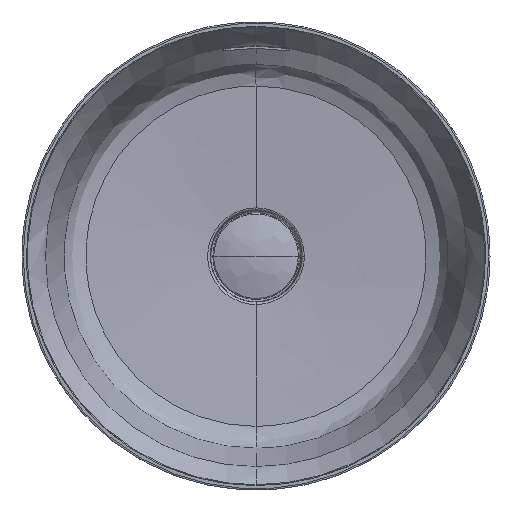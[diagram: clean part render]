
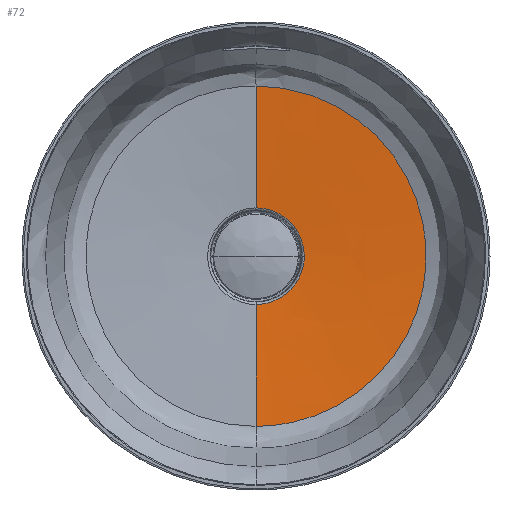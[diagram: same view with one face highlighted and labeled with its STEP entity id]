
A CAD part, top view. The second image highlights one B-rep face of the part: STEP entity #72.
In plain terms, the highlighted free-form (B-spline) face has degree [1, 2] with [2, 9] control points.
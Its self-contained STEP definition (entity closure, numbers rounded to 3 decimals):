
#72=ADVANCED_FACE('',(#150),#1181,.T.);
#150=FACE_OUTER_BOUND('',#232,.T.);
#232=EDGE_LOOP('',(#487,#488,#489,#490,#491,#492));
#487=ORIENTED_EDGE('',*,*,#756,.F.);
#488=ORIENTED_EDGE('',*,*,#755,.F.);
#489=ORIENTED_EDGE('',*,*,#758,.T.);
#490=ORIENTED_EDGE('',*,*,#761,.F.);
#491=ORIENTED_EDGE('',*,*,#760,.T.);
#492=ORIENTED_EDGE('',*,*,#762,.F.);
#755=EDGE_CURVE('',#1090,#1094,#986,.T.);
#756=EDGE_CURVE('',#1094,#1093,#987,.T.);
#758=EDGE_CURVE('',#1090,#1095,#886,.T.);
#760=EDGE_CURVE('',#1096,#1089,#887,.T.);
#761=EDGE_CURVE('',#1096,#1095,#990,.T.);
#762=EDGE_CURVE('',#1093,#1089,#991,.T.);
#886=B_SPLINE_CURVE_WITH_KNOTS('',1,(#4535,#4536),.UNSPECIFIED.,.F.,.F.,
(2,2),(0.,99.206),.UNSPECIFIED.);
#887=B_SPLINE_CURVE_WITH_KNOTS('',1,(#4542,#4543),.UNSPECIFIED.,.F.,.F.,
(2,2),(0.,99.206),.UNSPECIFIED.);
#986=(
BOUNDED_CURVE()
B_SPLINE_CURVE(2,(#4526,#4527,#4528),.UNSPECIFIED.,.F.,.F.)
B_SPLINE_CURVE_WITH_KNOTS((3,3),(-61.581,-61.51),
 .UNSPECIFIED.)
CURVE()
GEOMETRIC_REPRESENTATION_ITEM()
RATIONAL_B_SPLINE_CURVE((1.,1.,1.))
REPRESENTATION_ITEM('')
);
#987=(
BOUNDED_CURVE()
B_SPLINE_CURVE(2,(#4529,#4530,#4531),.UNSPECIFIED.,.F.,.F.)
B_SPLINE_CURVE_WITH_KNOTS((3,3),(-61.51,0.),.UNSPECIFIED.)
CURVE()
GEOMETRIC_REPRESENTATION_ITEM()
RATIONAL_B_SPLINE_CURVE((1.,0.708,1.))
REPRESENTATION_ITEM('')
);
#990=(
BOUNDED_CURVE()
B_SPLINE_CURVE(2,(#4544,#4545,#4546,#4547,#4548),.UNSPECIFIED.,.F.,.F.)
B_SPLINE_CURVE_WITH_KNOTS((3,2,3),(0.,217.035,434.07),
 .UNSPECIFIED.)
CURVE()
GEOMETRIC_REPRESENTATION_ITEM()
RATIONAL_B_SPLINE_CURVE((1.,0.707,1.,0.707,1.))
REPRESENTATION_ITEM('')
);
#991=(
BOUNDED_CURVE()
B_SPLINE_CURVE(2,(#4549,#4550,#4551),.UNSPECIFIED.,.F.,.F.)
B_SPLINE_CURVE_WITH_KNOTS((3,3),(-61.581,0.),.UNSPECIFIED.)
CURVE()
GEOMETRIC_REPRESENTATION_ITEM()
RATIONAL_B_SPLINE_CURVE((1.,0.707,1.))
REPRESENTATION_ITEM('')
);
#1089=VERTEX_POINT('',#3840);
#1090=VERTEX_POINT('',#3841);
#1093=VERTEX_POINT('',#3844);
#1094=VERTEX_POINT('',#3845);
#1095=VERTEX_POINT('',#3846);
#1096=VERTEX_POINT('',#3847);
#1181=(
BOUNDED_SURFACE()
B_SPLINE_SURFACE(1,2,((#3075,#3076,#3077,#3078,#3079,#3080,#3081,#3082,
#3083),(#3084,#3085,#3086,#3087,#3088,#3089,#3090,#3091,#3092)),
 .UNSPECIFIED.,.F.,.F.,.F.)
B_SPLINE_SURFACE_WITH_KNOTS((2,2),(3,2,2,2,3),(0.,154.077),(0.,
241.434,482.868,724.302,965.736),
 .UNSPECIFIED.)
GEOMETRIC_REPRESENTATION_ITEM()
RATIONAL_B_SPLINE_SURFACE(((1.,0.707,1.,0.707,1.,
0.707,1.,0.707,1.),(1.,0.707,1.,0.707,
1.,0.707,1.,0.707,1.)))
REPRESENTATION_ITEM('')
SURFACE()
);
#3075=CARTESIAN_POINT('',(0.,0.,-32.622));
#3076=CARTESIAN_POINT('',(0.,0.,-32.622));
#3077=CARTESIAN_POINT('',(0.,0.,-32.622));
#3078=CARTESIAN_POINT('',(0.,0.,-32.622));
#3079=CARTESIAN_POINT('',(0.,0.,-32.622));
#3080=CARTESIAN_POINT('',(0.,0.,-32.622));
#3081=CARTESIAN_POINT('',(0.,0.,-32.622));
#3082=CARTESIAN_POINT('',(0.,0.,-32.622));
#3083=CARTESIAN_POINT('',(0.,0.,-32.622));
#3084=CARTESIAN_POINT('',(-153.702,0.,-21.874));
#3085=CARTESIAN_POINT('',(-153.702,-153.702,-21.874));
#3086=CARTESIAN_POINT('',(0.,-153.702,-21.874));
#3087=CARTESIAN_POINT('',(153.702,-153.702,-21.874));
#3088=CARTESIAN_POINT('',(153.702,0.,-21.874));
#3089=CARTESIAN_POINT('',(153.702,153.702,-21.874));
#3090=CARTESIAN_POINT('',(0.,153.702,-21.874));
#3091=CARTESIAN_POINT('',(-153.702,153.702,-21.874));
#3092=CARTESIAN_POINT('',(-153.702,0.,-21.874));
#3840=CARTESIAN_POINT('',(0.,39.204,-29.881));
#3841=CARTESIAN_POINT('',(0.,-39.204,-29.881));
#3844=CARTESIAN_POINT('',(39.204,0.,-29.881));
#3845=CARTESIAN_POINT('',(0.072,-39.204,-29.881));
#3846=CARTESIAN_POINT('',(0.,-138.169,-22.961));
#3847=CARTESIAN_POINT('',(0.,138.169,-22.961));
#4526=CARTESIAN_POINT('',(0.,-39.204,-29.881));
#4527=CARTESIAN_POINT('',(0.036,-39.204,-29.881));
#4528=CARTESIAN_POINT('',(0.072,-39.204,-29.881));
#4529=CARTESIAN_POINT('',(0.072,-39.204,-29.881));
#4530=CARTESIAN_POINT('',(39.204,-39.132,-29.881));
#4531=CARTESIAN_POINT('',(39.204,0.,-29.881));
#4535=CARTESIAN_POINT('',(0.,-39.204,-29.881));
#4536=CARTESIAN_POINT('',(0.,-138.169,-22.961));
#4542=CARTESIAN_POINT('',(0.,138.169,-22.961));
#4543=CARTESIAN_POINT('',(0.,39.204,-29.881));
#4544=CARTESIAN_POINT('',(0.,138.169,-22.961));
#4545=CARTESIAN_POINT('',(138.169,138.169,-22.961));
#4546=CARTESIAN_POINT('',(138.169,0.,-22.961));
#4547=CARTESIAN_POINT('',(138.169,-138.169,-22.961));
#4548=CARTESIAN_POINT('',(0.,-138.169,-22.961));
#4549=CARTESIAN_POINT('',(39.204,0.,-29.881));
#4550=CARTESIAN_POINT('',(39.204,39.204,-29.881));
#4551=CARTESIAN_POINT('',(0.,39.204,-29.881));
